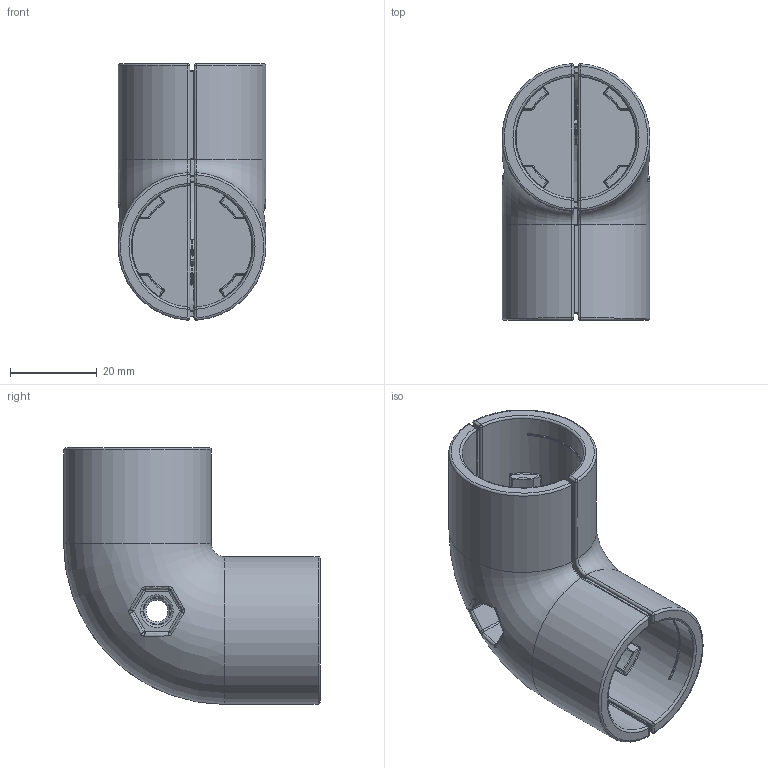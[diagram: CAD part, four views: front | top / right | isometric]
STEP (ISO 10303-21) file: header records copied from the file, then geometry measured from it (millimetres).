
FILE_DESCRIPTION (( 'STEP AP214' ), '1' );
FILE_NAME ('099rv28es01.STEP', '2014-08-21T12:26:58', ( '' ), ( '' ), 'SwSTEP 2.0', 'SolidWorks 2014', '' );
FILE_SCHEMA (( 'AUTOMOTIVE_DESIGN' ));
Length unit declared in the file: millimetre
Products named in the file (3): prevailing torque nut thin insert_din_DIN EN ISO 10511 - M6 - S; 099rv28er01_Standard; 099rv28es01
Assembly tree (3 placements, depth 2):
  099rv28es01
    099rv28er01_Standard  x2
    prevailing torque nut thin insert_din_DIN EN ISO 10511 - M6 - S
Bounding box: 34 x 58.97 x 58.97 mm (x, y, z)
Volume: 33465.5 mm3; surface area: 21300.7 mm2
Topology: 3 solids, 3 shells, 1101 faces, 2546 edges, 1344 vertices
Faces by surface type: cylinder 388, bspline 234, torus 150, plane 149, sphere 132, cone 48
Entity records: 18812 total; most frequent: CARTESIAN_POINT 6881, ORIENTED_EDGE 2526, DIRECTION 2477, EDGE_CURVE 1263, AXIS2_PLACEMENT_3D 1049, VERTEX_POINT 697, EDGE_LOOP 594, ADVANCED_FACE 580
